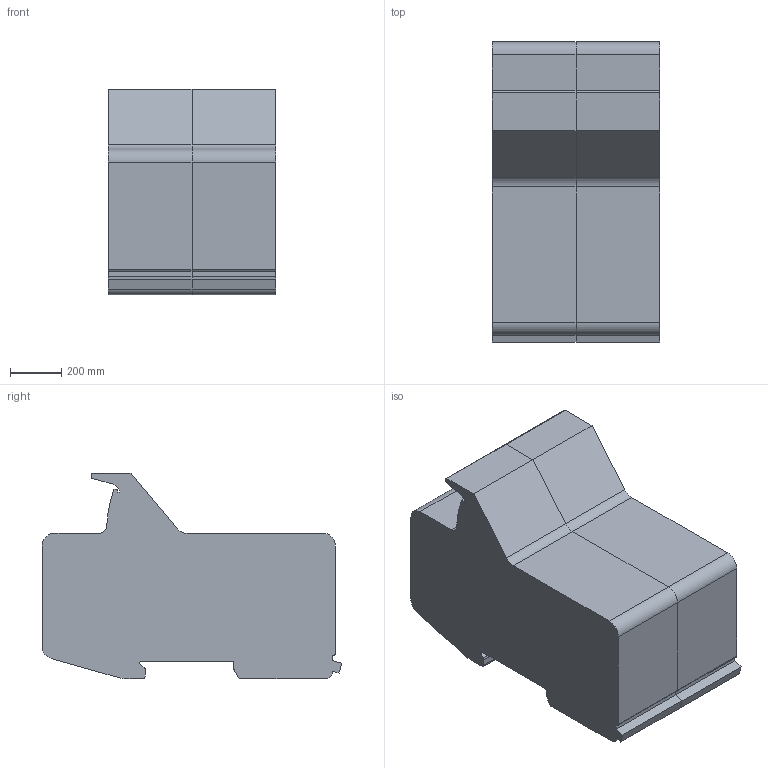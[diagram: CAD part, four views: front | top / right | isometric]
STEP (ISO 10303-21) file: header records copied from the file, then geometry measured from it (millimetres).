
FILE_DESCRIPTION((' '),'2;1');
FILE_NAME('FH8-2PJ30.stp','2012-09-05T09:08:16',(' '),(' '),' ','ACIS',' ');
FILE_SCHEMA(('CONFIG_CONTROL_DESIGN'));
Length unit declared in the file: millimetre
Products named in the file (3): FH8-2PJ30.stp; Body1; Body2
Assembly tree (2 placements, depth 2):
  FH8-2PJ30.stp
    Body1
    Body2
Bounding box: 650 x 1165 x 797.5 mm (x, y, z)
Volume: 421996051 mm3; surface area: 5178619.6 mm2
Topology: 2 solids, 2 shells, 94 faces, 270 edges, 180 vertices
Faces by surface type: plane 56, cylinder 38
Entity records: 3476 total; most frequent: CARTESIAN_POINT 549, DIRECTION 544, ORIENTED_EDGE 540, EDGE_CURVE 270, VECTOR 194, LINE 194, VERTEX_POINT 180, AXIS2_PLACEMENT_3D 175
